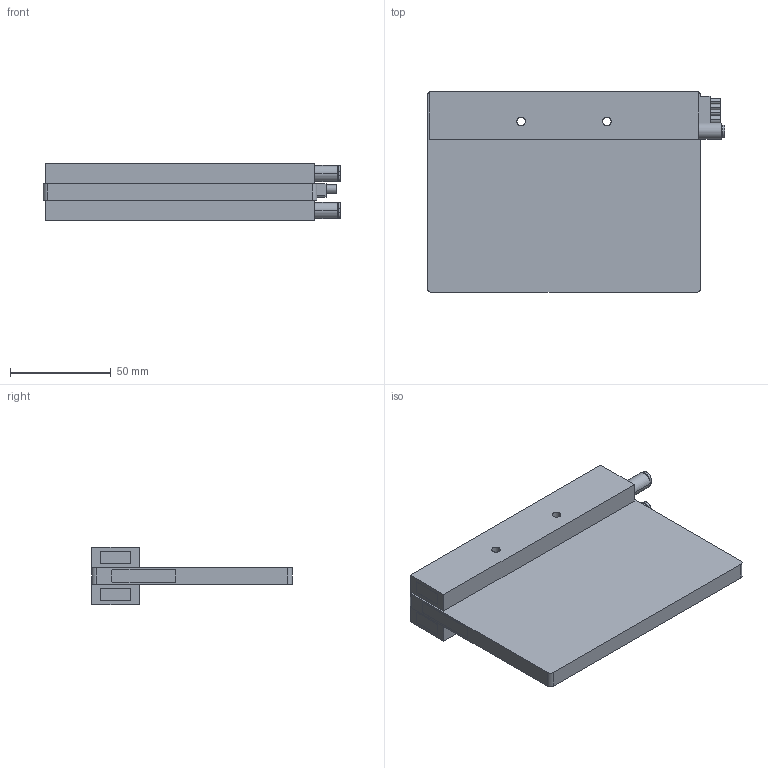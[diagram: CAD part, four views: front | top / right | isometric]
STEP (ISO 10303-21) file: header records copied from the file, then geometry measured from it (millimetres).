
FILE_DESCRIPTION((''),'2;1');
FILE_NAME('1266480-02-COOLED-D01-00-A','2019-03-08T08:11:57',('CH5795'),(''),'CREO PARAMETRIC BY PTC INC, 2017380','CREO PARAMETRIC BY PTC INC, 2017380','');
FILE_SCHEMA(('AUTOMOTIVE_DESIGN { 1 0 10303 214 1 1 1 1 }'));
Length unit declared in the file: millimetre
Products named in the file (1): 1266480-02-COOLED-D01-00-A
Bounding box: 148.1 x 99.8 x 28.4 mm (x, y, z)
Volume: 178523.9 mm3; surface area: 39516.2 mm2
Topology: 1 solids, 1 shells, 103 faces, 252 edges, 164 vertices
Faces by surface type: plane 55, cylinder 48
Entity records: 3524 total; most frequent: DIRECTION 558, CARTESIAN_POINT 521, ORIENTED_EDGE 504, EDGE_CURVE 252, AXIS2_PLACEMENT_3D 203, VERTEX_POINT 164, VECTOR 152, LINE 152
